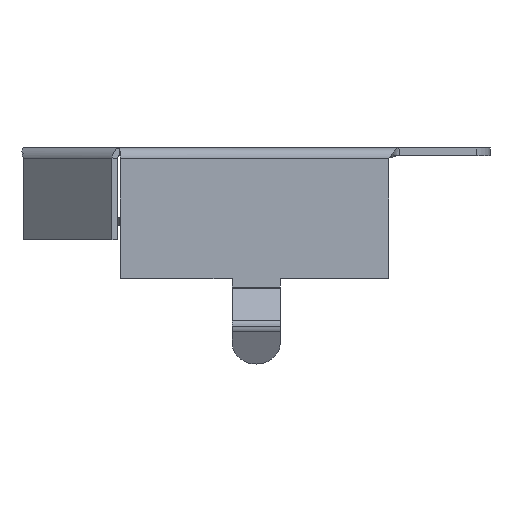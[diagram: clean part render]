
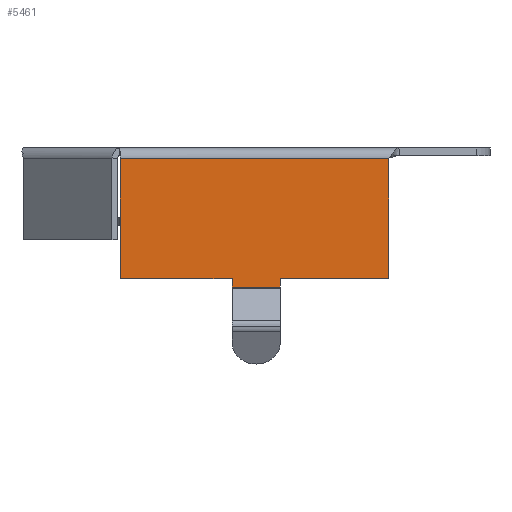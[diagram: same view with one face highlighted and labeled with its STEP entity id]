
A CAD part, left-side view. The second image highlights one B-rep face of the part: STEP entity #5461.
In plain terms, the highlighted planar face has unit normal (-1, 0, 0).
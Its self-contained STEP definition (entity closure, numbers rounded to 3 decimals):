
#1780 = CYLINDRICAL_SURFACE('',#1781,0.35);
#1781 = AXIS2_PLACEMENT_3D('',#1782,#1783,#1784);
#1782 = CARTESIAN_POINT('',(-10.19,4.475,3.96));
#1783 = DIRECTION('',(0.,1.,0.));
#1784 = DIRECTION('',(-1.,0.,0.));
#4756 = EDGE_CURVE('',#4757,#4759,#4761,.T.);
#4757 = VERTEX_POINT('',#4758);
#4758 = CARTESIAN_POINT('',(-10.54,-4.318,0.04));
#4759 = VERTEX_POINT('',#4760);
#4760 = CARTESIAN_POINT('',(-10.54,-0.765,0.04));
#4761 = SURFACE_CURVE('',#4762,(#4766,#4778),.PCURVE_S1.);
#4762 = LINE('',#4763,#4764);
#4763 = CARTESIAN_POINT('',(-10.54,4.62,0.04));
#4764 = VECTOR('',#4765,1.);
#4765 = DIRECTION('',(0.,1.,0.));
#4766 = PCURVE('',#4767,#4772);
#4767 = PLANE('',#4768);
#4768 = AXIS2_PLACEMENT_3D('',#4769,#4770,#4771);
#4769 = CARTESIAN_POINT('',(-10.54,4.62,0.04));
#4770 = DIRECTION('',(0.,0.,-1.));
#4771 = DIRECTION('',(1.,0.,0.));
#4772 = DEFINITIONAL_REPRESENTATION('',(#4773),#4777);
#4773 = LINE('',#4774,#4775);
#4774 = CARTESIAN_POINT('',(0.,0.));
#4775 = VECTOR('',#4776,1.);
#4776 = DIRECTION('',(0.,-1.));
#4777 = ( GEOMETRIC_REPRESENTATION_CONTEXT(2) 
PARAMETRIC_REPRESENTATION_CONTEXT() REPRESENTATION_CONTEXT('2D SPACE',''
  ) );
#4778 = PCURVE('',#4779,#4784);
#4779 = PLANE('',#4780);
#4780 = AXIS2_PLACEMENT_3D('',#4781,#4782,#4783);
#4781 = CARTESIAN_POINT('',(-10.54,0.,-2.75));
#4782 = DIRECTION('',(-1.,0.,0.));
#4783 = DIRECTION('',(0.,0.,-1.));
#4784 = DEFINITIONAL_REPRESENTATION('',(#4785),#4789);
#4785 = LINE('',#4786,#4787);
#4786 = CARTESIAN_POINT('',(-2.79,-4.62));
#4787 = VECTOR('',#4788,1.);
#4788 = DIRECTION('',(0.,-1.));
#4789 = ( GEOMETRIC_REPRESENTATION_CONTEXT(2) 
PARAMETRIC_REPRESENTATION_CONTEXT() REPRESENTATION_CONTEXT('2D SPACE',''
  ) );
#4807 = PLANE('',#4808);
#4808 = AXIS2_PLACEMENT_3D('',#4809,#4810,#4811);
#4809 = CARTESIAN_POINT('',(-10.333,-0.765,-0.403));
#4810 = DIRECTION('',(0.,-1.,0.));
#4811 = DIRECTION('',(1.,0.,0.));
#4861 = PLANE('',#4862);
#4862 = AXIS2_PLACEMENT_3D('',#4863,#4864,#4865);
#4863 = CARTESIAN_POINT('',(-10.54,-4.318,0.04));
#4864 = DIRECTION('',(0.,-1.,0.));
#4865 = DIRECTION('',(1.,0.,0.));
#4987 = VERTEX_POINT('',#4988);
#4988 = CARTESIAN_POINT('',(-10.54,-4.318,3.96));
#5220 = VERTEX_POINT('',#5221);
#5221 = CARTESIAN_POINT('',(-10.54,4.462,3.96));
#5304 = PLANE('',#5305);
#5305 = AXIS2_PLACEMENT_3D('',#5306,#5307,#5308);
#5306 = CARTESIAN_POINT('',(-10.29,4.462,4.06));
#5307 = DIRECTION('',(0.,-1.,0.));
#5308 = DIRECTION('',(0.,0.,-1.));
#5366 = EDGE_CURVE('',#4987,#5220,#5367,.T.);
#5367 = SURFACE_CURVE('',#5368,(#5372,#5379),.PCURVE_S1.);
#5368 = LINE('',#5369,#5370);
#5369 = CARTESIAN_POINT('',(-10.54,0.,3.96));
#5370 = VECTOR('',#5371,1.);
#5371 = DIRECTION('',(0.,1.,0.));
#5372 = PCURVE('',#1780,#5373);
#5373 = DEFINITIONAL_REPRESENTATION('',(#5374),#5378);
#5374 = LINE('',#5375,#5376);
#5375 = CARTESIAN_POINT('',(0.,-4.475));
#5376 = VECTOR('',#5377,1.);
#5377 = DIRECTION('',(0.,1.));
#5378 = ( GEOMETRIC_REPRESENTATION_CONTEXT(2) 
PARAMETRIC_REPRESENTATION_CONTEXT() REPRESENTATION_CONTEXT('2D SPACE',''
  ) );
#5379 = PCURVE('',#4779,#5380);
#5380 = DEFINITIONAL_REPRESENTATION('',(#5381),#5385);
#5381 = LINE('',#5382,#5383);
#5382 = CARTESIAN_POINT('',(-6.71,0.));
#5383 = VECTOR('',#5384,1.);
#5384 = DIRECTION('',(0.,-1.));
#5385 = ( GEOMETRIC_REPRESENTATION_CONTEXT(2) 
PARAMETRIC_REPRESENTATION_CONTEXT() REPRESENTATION_CONTEXT('2D SPACE',''
  ) );
#5440 = EDGE_CURVE('',#4987,#4757,#5441,.T.);
#5441 = SURFACE_CURVE('',#5442,(#5446,#5453),.PCURVE_S1.);
#5442 = LINE('',#5443,#5444);
#5443 = CARTESIAN_POINT('',(-10.54,-4.318,0.04));
#5444 = VECTOR('',#5445,1.);
#5445 = DIRECTION('',(0.,0.,-1.));
#5446 = PCURVE('',#4861,#5447);
#5447 = DEFINITIONAL_REPRESENTATION('',(#5448),#5452);
#5448 = LINE('',#5449,#5450);
#5449 = CARTESIAN_POINT('',(0.,0.));
#5450 = VECTOR('',#5451,1.);
#5451 = DIRECTION('',(0.,-1.));
#5452 = ( GEOMETRIC_REPRESENTATION_CONTEXT(2) 
PARAMETRIC_REPRESENTATION_CONTEXT() REPRESENTATION_CONTEXT('2D SPACE',''
  ) );
#5453 = PCURVE('',#4779,#5454);
#5454 = DEFINITIONAL_REPRESENTATION('',(#5455),#5459);
#5455 = LINE('',#5456,#5457);
#5456 = CARTESIAN_POINT('',(-2.79,4.318));
#5457 = VECTOR('',#5458,1.);
#5458 = DIRECTION('',(1.,0.));
#5459 = ( GEOMETRIC_REPRESENTATION_CONTEXT(2) 
PARAMETRIC_REPRESENTATION_CONTEXT() REPRESENTATION_CONTEXT('2D SPACE',''
  ) );
#5461 = ADVANCED_FACE('',(#5462),#4779,.T.);
#5462 = FACE_BOUND('',#5463,.T.);
#5463 = EDGE_LOOP('',(#5464,#5487,#5515,#5543,#5571,#5592,#5593,#5594));
#5464 = ORIENTED_EDGE('',*,*,#5465,.F.);
#5465 = EDGE_CURVE('',#5466,#5220,#5468,.T.);
#5466 = VERTEX_POINT('',#5467);
#5467 = CARTESIAN_POINT('',(-10.54,4.462,0.04));
#5468 = SURFACE_CURVE('',#5469,(#5473,#5480),.PCURVE_S1.);
#5469 = LINE('',#5470,#5471);
#5470 = CARTESIAN_POINT('',(-10.54,4.462,4.06));
#5471 = VECTOR('',#5472,1.);
#5472 = DIRECTION('',(0.,0.,1.));
#5473 = PCURVE('',#4779,#5474);
#5474 = DEFINITIONAL_REPRESENTATION('',(#5475),#5479);
#5475 = LINE('',#5476,#5477);
#5476 = CARTESIAN_POINT('',(-6.81,-4.462));
#5477 = VECTOR('',#5478,1.);
#5478 = DIRECTION('',(-1.,0.));
#5479 = ( GEOMETRIC_REPRESENTATION_CONTEXT(2) 
PARAMETRIC_REPRESENTATION_CONTEXT() REPRESENTATION_CONTEXT('2D SPACE',''
  ) );
#5480 = PCURVE('',#5304,#5481);
#5481 = DEFINITIONAL_REPRESENTATION('',(#5482),#5486);
#5482 = LINE('',#5483,#5484);
#5483 = CARTESIAN_POINT('',(0.,-0.25));
#5484 = VECTOR('',#5485,1.);
#5485 = DIRECTION('',(-1.,0.));
#5486 = ( GEOMETRIC_REPRESENTATION_CONTEXT(2) 
PARAMETRIC_REPRESENTATION_CONTEXT() REPRESENTATION_CONTEXT('2D SPACE',''
  ) );
#5487 = ORIENTED_EDGE('',*,*,#5488,.F.);
#5488 = EDGE_CURVE('',#5489,#5466,#5491,.T.);
#5489 = VERTEX_POINT('',#5490);
#5490 = CARTESIAN_POINT('',(-10.54,0.805,0.04));
#5491 = SURFACE_CURVE('',#5492,(#5496,#5503),.PCURVE_S1.);
#5492 = LINE('',#5493,#5494);
#5493 = CARTESIAN_POINT('',(-10.54,4.62,0.04));
#5494 = VECTOR('',#5495,1.);
#5495 = DIRECTION('',(0.,1.,0.));
#5496 = PCURVE('',#4779,#5497);
#5497 = DEFINITIONAL_REPRESENTATION('',(#5498),#5502);
#5498 = LINE('',#5499,#5500);
#5499 = CARTESIAN_POINT('',(-2.79,-4.62));
#5500 = VECTOR('',#5501,1.);
#5501 = DIRECTION('',(0.,-1.));
#5502 = ( GEOMETRIC_REPRESENTATION_CONTEXT(2) 
PARAMETRIC_REPRESENTATION_CONTEXT() REPRESENTATION_CONTEXT('2D SPACE',''
  ) );
#5503 = PCURVE('',#5504,#5509);
#5504 = PLANE('',#5505);
#5505 = AXIS2_PLACEMENT_3D('',#5506,#5507,#5508);
#5506 = CARTESIAN_POINT('',(-10.54,4.62,0.04));
#5507 = DIRECTION('',(0.,0.,-1.));
#5508 = DIRECTION('',(1.,0.,0.));
#5509 = DEFINITIONAL_REPRESENTATION('',(#5510),#5514);
#5510 = LINE('',#5511,#5512);
#5511 = CARTESIAN_POINT('',(0.,0.));
#5512 = VECTOR('',#5513,1.);
#5513 = DIRECTION('',(0.,-1.));
#5514 = ( GEOMETRIC_REPRESENTATION_CONTEXT(2) 
PARAMETRIC_REPRESENTATION_CONTEXT() REPRESENTATION_CONTEXT('2D SPACE',''
  ) );
#5515 = ORIENTED_EDGE('',*,*,#5516,.T.);
#5516 = EDGE_CURVE('',#5489,#5517,#5519,.T.);
#5517 = VERTEX_POINT('',#5518);
#5518 = CARTESIAN_POINT('',(-10.54,0.805,-0.234));
#5519 = SURFACE_CURVE('',#5520,(#5524,#5531),.PCURVE_S1.);
#5520 = LINE('',#5521,#5522);
#5521 = CARTESIAN_POINT('',(-10.54,0.805,0.04));
#5522 = VECTOR('',#5523,1.);
#5523 = DIRECTION('',(0.,0.,-1.));
#5524 = PCURVE('',#4779,#5525);
#5525 = DEFINITIONAL_REPRESENTATION('',(#5526),#5530);
#5526 = LINE('',#5527,#5528);
#5527 = CARTESIAN_POINT('',(-2.79,-0.805));
#5528 = VECTOR('',#5529,1.);
#5529 = DIRECTION('',(1.,0.));
#5530 = ( GEOMETRIC_REPRESENTATION_CONTEXT(2) 
PARAMETRIC_REPRESENTATION_CONTEXT() REPRESENTATION_CONTEXT('2D SPACE',''
  ) );
#5531 = PCURVE('',#5532,#5537);
#5532 = PLANE('',#5533);
#5533 = AXIS2_PLACEMENT_3D('',#5534,#5535,#5536);
#5534 = CARTESIAN_POINT('',(-10.825,0.805,-1.509));
#5535 = DIRECTION('',(0.,-1.,0.));
#5536 = DIRECTION('',(1.,0.,0.));
#5537 = DEFINITIONAL_REPRESENTATION('',(#5538),#5542);
#5538 = LINE('',#5539,#5540);
#5539 = CARTESIAN_POINT('',(0.285,1.549));
#5540 = VECTOR('',#5541,1.);
#5541 = DIRECTION('',(0.,-1.));
#5542 = ( GEOMETRIC_REPRESENTATION_CONTEXT(2) 
PARAMETRIC_REPRESENTATION_CONTEXT() REPRESENTATION_CONTEXT('2D SPACE',''
  ) );
#5543 = ORIENTED_EDGE('',*,*,#5544,.F.);
#5544 = EDGE_CURVE('',#5545,#5517,#5547,.T.);
#5545 = VERTEX_POINT('',#5546);
#5546 = CARTESIAN_POINT('',(-10.54,-0.765,-0.234));
#5547 = SURFACE_CURVE('',#5548,(#5552,#5559),.PCURVE_S1.);
#5548 = LINE('',#5549,#5550);
#5549 = CARTESIAN_POINT('',(-10.54,-0.765,-0.234));
#5550 = VECTOR('',#5551,1.);
#5551 = DIRECTION('',(-0.,1.,0.));
#5552 = PCURVE('',#4779,#5553);
#5553 = DEFINITIONAL_REPRESENTATION('',(#5554),#5558);
#5554 = LINE('',#5555,#5556);
#5555 = CARTESIAN_POINT('',(-2.516,0.765));
#5556 = VECTOR('',#5557,1.);
#5557 = DIRECTION('',(0.,-1.));
#5558 = ( GEOMETRIC_REPRESENTATION_CONTEXT(2) 
PARAMETRIC_REPRESENTATION_CONTEXT() REPRESENTATION_CONTEXT('2D SPACE',''
  ) );
#5559 = PCURVE('',#5560,#5565);
#5560 = CYLINDRICAL_SURFACE('',#5561,0.1);
#5561 = AXIS2_PLACEMENT_3D('',#5562,#5563,#5564);
#5562 = CARTESIAN_POINT('',(-10.64,-0.765,-0.234));
#5563 = DIRECTION('',(-0.,1.,0.));
#5564 = DIRECTION('',(-1.,-0.,0.));
#5565 = DEFINITIONAL_REPRESENTATION('',(#5566),#5570);
#5566 = LINE('',#5567,#5568);
#5567 = CARTESIAN_POINT('',(3.142,0.));
#5568 = VECTOR('',#5569,1.);
#5569 = DIRECTION('',(0.,1.));
#5570 = ( GEOMETRIC_REPRESENTATION_CONTEXT(2) 
PARAMETRIC_REPRESENTATION_CONTEXT() REPRESENTATION_CONTEXT('2D SPACE',''
  ) );
#5571 = ORIENTED_EDGE('',*,*,#5572,.F.);
#5572 = EDGE_CURVE('',#4759,#5545,#5573,.T.);
#5573 = SURFACE_CURVE('',#5574,(#5578,#5585),.PCURVE_S1.);
#5574 = LINE('',#5575,#5576);
#5575 = CARTESIAN_POINT('',(-10.54,-0.765,0.04));
#5576 = VECTOR('',#5577,1.);
#5577 = DIRECTION('',(0.,0.,-1.));
#5578 = PCURVE('',#4779,#5579);
#5579 = DEFINITIONAL_REPRESENTATION('',(#5580),#5584);
#5580 = LINE('',#5581,#5582);
#5581 = CARTESIAN_POINT('',(-2.79,0.765));
#5582 = VECTOR('',#5583,1.);
#5583 = DIRECTION('',(1.,0.));
#5584 = ( GEOMETRIC_REPRESENTATION_CONTEXT(2) 
PARAMETRIC_REPRESENTATION_CONTEXT() REPRESENTATION_CONTEXT('2D SPACE',''
  ) );
#5585 = PCURVE('',#4807,#5586);
#5586 = DEFINITIONAL_REPRESENTATION('',(#5587),#5591);
#5587 = LINE('',#5588,#5589);
#5588 = CARTESIAN_POINT('',(-0.207,0.443));
#5589 = VECTOR('',#5590,1.);
#5590 = DIRECTION('',(0.,-1.));
#5591 = ( GEOMETRIC_REPRESENTATION_CONTEXT(2) 
PARAMETRIC_REPRESENTATION_CONTEXT() REPRESENTATION_CONTEXT('2D SPACE',''
  ) );
#5592 = ORIENTED_EDGE('',*,*,#4756,.F.);
#5593 = ORIENTED_EDGE('',*,*,#5440,.F.);
#5594 = ORIENTED_EDGE('',*,*,#5366,.T.);
